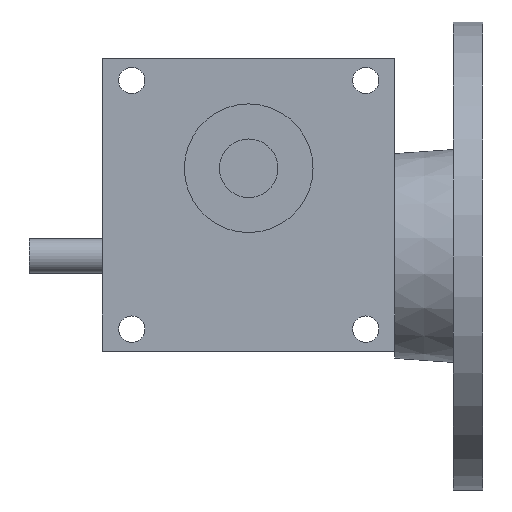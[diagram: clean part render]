
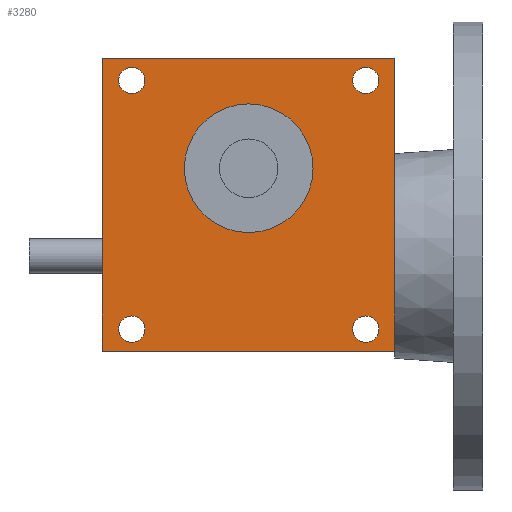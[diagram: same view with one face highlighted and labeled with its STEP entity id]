
A CAD part, front view. The second image highlights one B-rep face of the part: STEP entity #3280.
In plain terms, the highlighted planar face has unit normal (0, -1, 0).
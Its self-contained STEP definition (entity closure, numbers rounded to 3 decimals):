
#162=LINE('',#4952,#422);
#165=LINE('',#4968,#425);
#166=LINE('',#4970,#426);
#167=LINE('',#4972,#427);
#422=VECTOR('',#4037,1000.);
#425=VECTOR('',#4052,1000.);
#426=VECTOR('',#4053,1000.);
#427=VECTOR('',#4054,1000.);
#822=ORIENTED_EDGE('',*,*,#1569,.T.);
#823=ORIENTED_EDGE('',*,*,#1570,.T.);
#824=ORIENTED_EDGE('',*,*,#1571,.T.);
#825=ORIENTED_EDGE('',*,*,#1572,.T.);
#826=ORIENTED_EDGE('',*,*,#1573,.T.);
#827=ORIENTED_EDGE('',*,*,#1574,.T.);
#828=ORIENTED_EDGE('',*,*,#1575,.F.);
#829=ORIENTED_EDGE('',*,*,#1576,.F.);
#830=ORIENTED_EDGE('',*,*,#1566,.T.);
#1566=EDGE_CURVE('',#1967,#1966,#162,.T.);
#1569=EDGE_CURVE('',#1969,#1969,#2258,.T.);
#1570=EDGE_CURVE('',#1970,#1970,#2259,.T.);
#1571=EDGE_CURVE('',#1971,#1971,#2260,.T.);
#1572=EDGE_CURVE('',#1972,#1972,#2261,.T.);
#1573=EDGE_CURVE('',#1973,#1973,#2262,.T.);
#1574=EDGE_CURVE('',#1966,#1974,#165,.T.);
#1575=EDGE_CURVE('',#1975,#1974,#166,.T.);
#1576=EDGE_CURVE('',#1967,#1975,#167,.T.);
#1966=VERTEX_POINT('',#4951);
#1967=VERTEX_POINT('',#4953);
#1969=VERTEX_POINT('',#4959);
#1970=VERTEX_POINT('',#4961);
#1971=VERTEX_POINT('',#4963);
#1972=VERTEX_POINT('',#4965);
#1973=VERTEX_POINT('',#4967);
#1974=VERTEX_POINT('',#4969);
#1975=VERTEX_POINT('',#4971);
#2258=CIRCLE('',#3557,4.5);
#2259=CIRCLE('',#3558,4.5);
#2260=CIRCLE('',#3559,4.5);
#2261=CIRCLE('',#3560,4.5);
#2262=CIRCLE('',#3561,22.);
#2457=EDGE_LOOP('',(#822));
#2458=EDGE_LOOP('',(#823));
#2459=EDGE_LOOP('',(#824));
#2460=EDGE_LOOP('',(#825));
#2461=EDGE_LOOP('',(#826));
#2462=EDGE_LOOP('',(#827,#828,#829,#830));
#2742=FACE_BOUND('',#2457,.T.);
#2743=FACE_BOUND('',#2458,.T.);
#2744=FACE_BOUND('',#2459,.T.);
#2745=FACE_BOUND('',#2460,.T.);
#2746=FACE_BOUND('',#2461,.T.);
#2747=FACE_BOUND('',#2462,.T.);
#2939=PLANE('',#3556);
#3280=ADVANCED_FACE('',(#2742,#2743,#2744,#2745,#2746,#2747),#2939,.F.);
#3556=AXIS2_PLACEMENT_3D('',#4957,#4040,#4041);
#3557=AXIS2_PLACEMENT_3D('',#4958,#4042,#4043);
#3558=AXIS2_PLACEMENT_3D('',#4960,#4044,#4045);
#3559=AXIS2_PLACEMENT_3D('',#4962,#4046,#4047);
#3560=AXIS2_PLACEMENT_3D('',#4964,#4048,#4049);
#3561=AXIS2_PLACEMENT_3D('',#4966,#4050,#4051);
#4037=DIRECTION('',(0.,0.,-1.));
#4040=DIRECTION('',(0.,1.,0.));
#4041=DIRECTION('',(0.,0.,1.));
#4042=DIRECTION('',(0.,1.,0.));
#4043=DIRECTION('',(1.,0.,0.));
#4044=DIRECTION('',(0.,1.,0.));
#4045=DIRECTION('',(1.,0.,0.));
#4046=DIRECTION('',(0.,1.,0.));
#4047=DIRECTION('',(1.,0.,0.));
#4048=DIRECTION('',(0.,1.,0.));
#4049=DIRECTION('',(1.,0.,0.));
#4050=DIRECTION('',(0.,1.,0.));
#4051=DIRECTION('',(1.,0.,0.));
#4052=DIRECTION('',(1.,0.,0.));
#4053=DIRECTION('',(0.,0.,-1.));
#4054=DIRECTION('',(1.,0.,0.));
#4951=CARTESIAN_POINT('',(-50.,-35.,-50.));
#4952=CARTESIAN_POINT('',(-50.,-35.,50.));
#4953=CARTESIAN_POINT('',(-50.,-35.,50.));
#4957=CARTESIAN_POINT('',(-50.,-35.,50.));
#4958=CARTESIAN_POINT('',(40.,-35.,42.5));
#4959=CARTESIAN_POINT('',(44.5,-35.,42.5));
#4960=CARTESIAN_POINT('',(-40.,-35.,42.5));
#4961=CARTESIAN_POINT('',(-35.5,-35.,42.5));
#4962=CARTESIAN_POINT('',(-40.,-35.,-42.5));
#4963=CARTESIAN_POINT('',(-35.5,-35.,-42.5));
#4964=CARTESIAN_POINT('',(40.,-35.,-42.5));
#4965=CARTESIAN_POINT('',(44.5,-35.,-42.5));
#4966=CARTESIAN_POINT('',(0.,-35.,12.5));
#4967=CARTESIAN_POINT('',(22.,-35.,12.5));
#4968=CARTESIAN_POINT('',(-50.,-35.,-50.));
#4969=CARTESIAN_POINT('',(50.,-35.,-50.));
#4970=CARTESIAN_POINT('',(50.,-35.,50.));
#4971=CARTESIAN_POINT('',(50.,-35.,50.));
#4972=CARTESIAN_POINT('',(-50.,-35.,50.));
